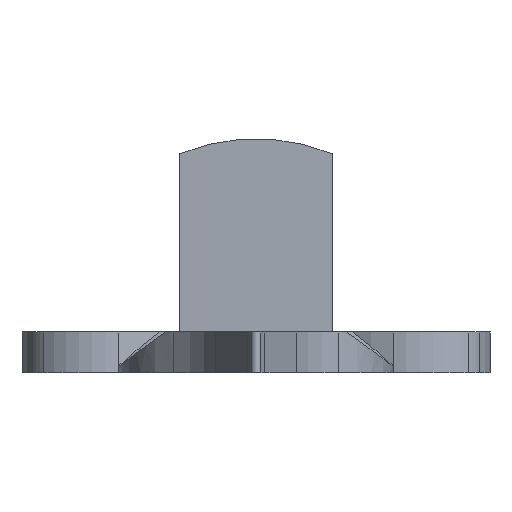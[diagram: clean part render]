
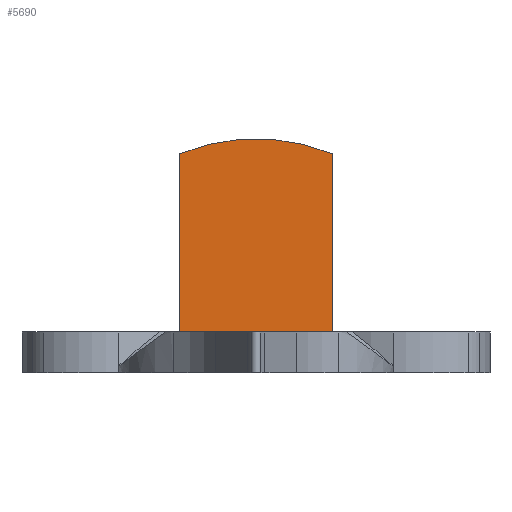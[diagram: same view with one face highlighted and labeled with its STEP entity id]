
A CAD part, front view. The second image highlights one B-rep face of the part: STEP entity #5690.
In plain terms, the highlighted planar face has unit normal (0, -1, 0).
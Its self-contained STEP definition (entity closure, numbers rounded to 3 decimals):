
#526 = ORIENTED_EDGE ( 'NONE', *, *, #14914, .T. ) ;
#657 = EDGE_LOOP ( 'NONE', ( #1101, #6084, #526, #1391 ) ) ;
#941 = DIRECTION ( 'NONE',  ( 0., 0., -1. ) ) ;
#1011 = CARTESIAN_POINT ( 'NONE',  ( -15., -25., 42. ) ) ;
#1101 = ORIENTED_EDGE ( 'NONE', *, *, #8028, .T. ) ;
#1302 = VERTEX_POINT ( 'NONE', #6163 ) ;
#1391 = ORIENTED_EDGE ( 'NONE', *, *, #9500, .F. ) ;
#2228 = EDGE_CURVE ( 'NONE', #8465, #10233, #8912, .T. ) ;
#3077 = CARTESIAN_POINT ( 'NONE',  ( 0., -25., 3. ) ) ;
#3318 = PLANE ( 'NONE',  #7097 ) ;
#3471 = LINE ( 'NONE', #9566, #14841 ) ;
#3547 = CARTESIAN_POINT ( 'NONE',  ( -15., -25., 4. ) ) ;
#5690 = ADVANCED_FACE ( 'NONE', ( #12089 ), #3318, .F. ) ;
#5753 = DIRECTION ( 'NONE',  ( 0., 0., 1. ) ) ;
#5806 = CARTESIAN_POINT ( 'NONE',  ( 15., -25., 42. ) ) ;
#5970 = DIRECTION ( 'NONE',  ( 0., 0., -1. ) ) ;
#6084 = ORIENTED_EDGE ( 'NONE', *, *, #2228, .T. ) ;
#6163 = CARTESIAN_POINT ( 'NONE',  ( 15., -25., 4. ) ) ;
#6347 = DIRECTION ( 'NONE',  ( 1., 0., 0. ) ) ;
#7097 = AXIS2_PLACEMENT_3D ( 'NONE', #1011, #13001, #5753 ) ;
#7135 = CARTESIAN_POINT ( 'NONE',  ( -15., -25., 42. ) ) ;
#8028 = EDGE_CURVE ( 'NONE', #12782, #8465, #12771, .T. ) ;
#8465 = VERTEX_POINT ( 'NONE', #11083 ) ;
#8912 = LINE ( 'NONE', #7135, #14762 ) ;
#9500 = EDGE_CURVE ( 'NONE', #12782, #1302, #15429, .T. ) ;
#9566 = CARTESIAN_POINT ( 'NONE',  ( -15., -25., 4. ) ) ;
#9641 = AXIS2_PLACEMENT_3D ( 'NONE', #3077, #13975, #12827 ) ;
#10233 = VERTEX_POINT ( 'NONE', #3547 ) ;
#10267 = CARTESIAN_POINT ( 'NONE',  ( 15., -25., 39. ) ) ;
#11083 = CARTESIAN_POINT ( 'NONE',  ( -15., -25., 39. ) ) ;
#11657 = VECTOR ( 'NONE', #5970, 1000. ) ;
#12089 = FACE_OUTER_BOUND ( 'NONE', #657, .T. ) ;
#12771 = CIRCLE ( 'NONE', #9641, 39. ) ;
#12782 = VERTEX_POINT ( 'NONE', #10267 ) ;
#12827 = DIRECTION ( 'NONE',  ( 0., 0., 1. ) ) ;
#13001 = DIRECTION ( 'NONE',  ( 0., 1., 0. ) ) ;
#13975 = DIRECTION ( 'NONE',  ( 0., -1., 0. ) ) ;
#14762 = VECTOR ( 'NONE', #941, 1000. ) ;
#14841 = VECTOR ( 'NONE', #6347, 1000. ) ;
#14914 = EDGE_CURVE ( 'NONE', #10233, #1302, #3471, .T. ) ;
#15429 = LINE ( 'NONE', #5806, #11657 ) ;
